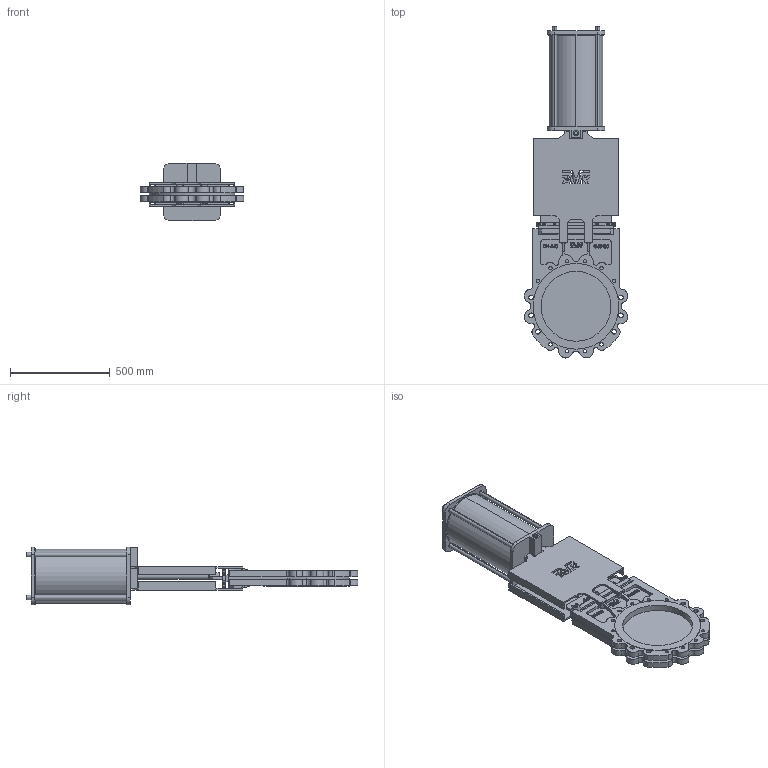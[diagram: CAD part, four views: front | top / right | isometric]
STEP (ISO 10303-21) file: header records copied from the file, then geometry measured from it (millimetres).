
FILE_DESCRIPTION (( 'STEP AP203' ), '1' );
FILE_NAME ('70235040034.STEP', '2017-04-07T12:49:50', ( '' ), ( '' ), 'SwSTEP 2.0', 'SolidWorks 2016', '' );
FILE_SCHEMA (( 'CONFIG_CONTROL_DESIGN' ));
Products named in the file (1): 70235040034
Bounding box: 518.21 x 1665.1 x 290 mm (x, y, z)
Volume: 48506448.3 mm3; surface area: 2734301.8 mm2
Topology: 1 solids, 1 shells, 1370 faces, 3889 edges, 2591 vertices
Faces by surface type: plane 599, cylinder 597, bspline 170, cone 4
Entity records: 55294 total; most frequent: CARTESIAN_POINT 19443, ORIENTED_EDGE 7778, DIRECTION 7119, EDGE_CURVE 3889, VERTEX_POINT 2591, AXIS2_PLACEMENT_3D 2395, LINE 2329, VECTOR 2329
